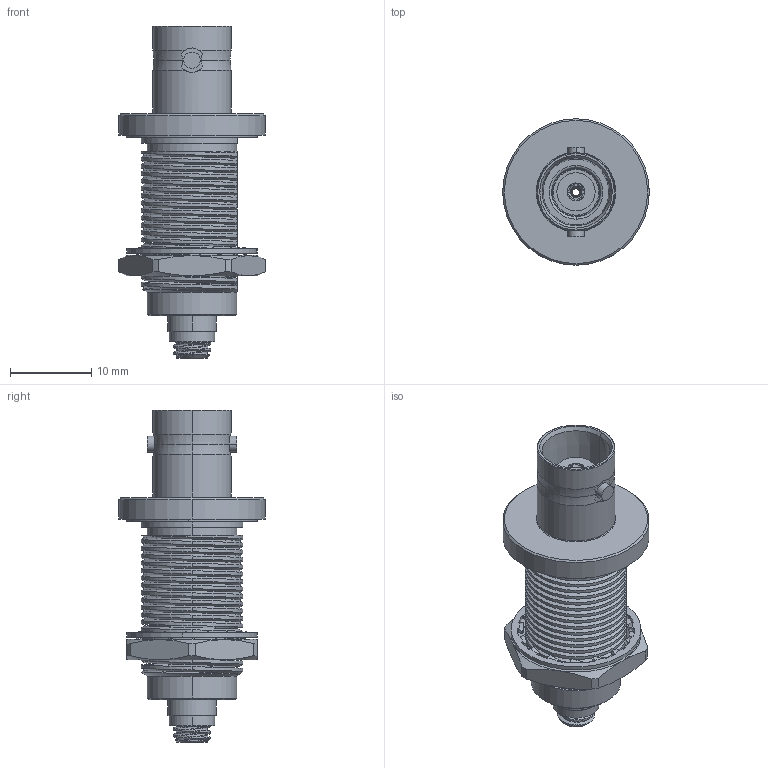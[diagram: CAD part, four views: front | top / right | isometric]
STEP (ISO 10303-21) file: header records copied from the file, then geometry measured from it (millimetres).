
FILE_DESCRIPTION (( 'STEP AP214' ), '1' );
FILE_NAME ('74-1054-540-Q3.STEP', '2023-12-12T17:23:12', ( '' ), ( '' ), 'SwSTEP 2.0', 'SolidWorks 2023', '' );
FILE_SCHEMA (( 'AUTOMOTIVE_DESIGN' ));
Products named in the file (1): 74-1054-540-Q3
Bounding box: 18 x 18 x 40.8 mm (x, y, z)
Surface area: 3532.9 mm2 (no closed solid volume)
Topology: 0 solids, 12 shells, 331 faces, 1008 edges, 668 vertices
Faces by surface type: cylinder 112, plane 85, bspline 82, cone 42, torus 10
Entity records: 36767 total; most frequent: CARTESIAN_POINT 28774, ORIENTED_EDGE 1759, DIRECTION 1398, EDGE_CURVE 1008, VERTEX_POINT 668, AXIS2_PLACEMENT_3D 490, VECTOR 418, LINE 418
